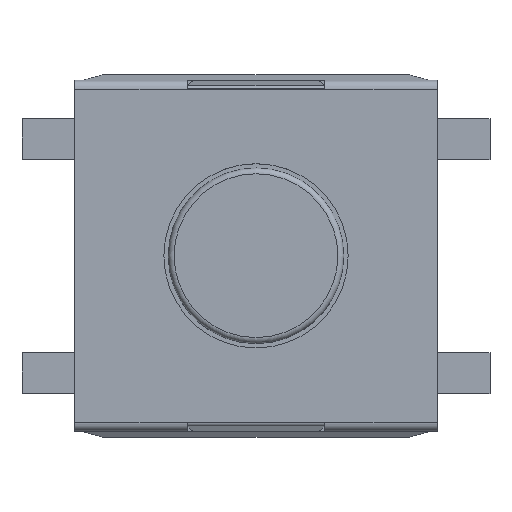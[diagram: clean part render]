
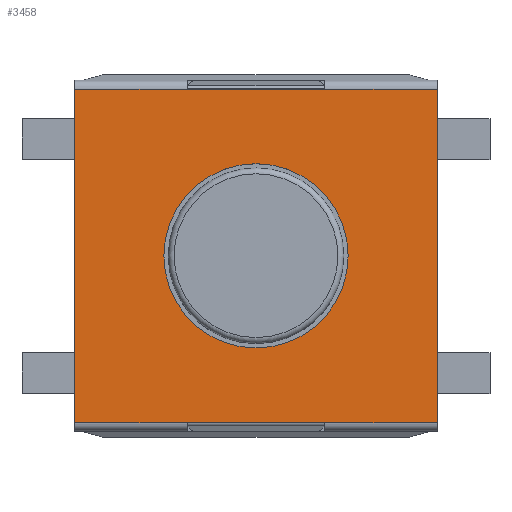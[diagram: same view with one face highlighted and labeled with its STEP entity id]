
A CAD part, top view. The second image highlights one B-rep face of the part: STEP entity #3458.
In plain terms, the highlighted planar face has unit normal (0, 0, 1).
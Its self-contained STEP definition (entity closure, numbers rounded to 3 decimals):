
#119=CIRCLE('',#3663,1.575);
#703=ORIENTED_EDGE('',*,*,#1230,.T.);
#704=ORIENTED_EDGE('',*,*,#1207,.T.);
#705=ORIENTED_EDGE('',*,*,#1231,.T.);
#706=ORIENTED_EDGE('',*,*,#1196,.F.);
#707=ORIENTED_EDGE('',*,*,#1232,.F.);
#708=ORIENTED_EDGE('',*,*,#1213,.F.);
#709=ORIENTED_EDGE('',*,*,#1233,.T.);
#710=ORIENTED_EDGE('',*,*,#1199,.T.);
#711=ORIENTED_EDGE('',*,*,#1234,.T.);
#1196=EDGE_CURVE('',#1505,#1503,#1815,.F.);
#1199=EDGE_CURVE('',#1509,#1508,#1818,.T.);
#1207=EDGE_CURVE('',#1517,#1516,#1824,.T.);
#1213=EDGE_CURVE('',#1522,#1523,#1828,.T.);
#1230=EDGE_CURVE('',#1535,#1535,#119,.T.);
#1231=EDGE_CURVE('',#1516,#1503,#1840,.T.);
#1232=EDGE_CURVE('',#1523,#1505,#1841,.F.);
#1233=EDGE_CURVE('',#1522,#1509,#1842,.T.);
#1234=EDGE_CURVE('',#1508,#1517,#1843,.T.);
#1503=VERTEX_POINT('',#5006);
#1505=VERTEX_POINT('',#5010);
#1508=VERTEX_POINT('',#5017);
#1509=VERTEX_POINT('',#5019);
#1516=VERTEX_POINT('',#5034);
#1517=VERTEX_POINT('',#5036);
#1522=VERTEX_POINT('',#5048);
#1523=VERTEX_POINT('',#5049);
#1535=VERTEX_POINT('',#5080);
#1815=LINE('',#5011,#2143);
#1818=LINE('',#5018,#2146);
#1824=LINE('',#5035,#2152);
#1828=LINE('',#5047,#2156);
#1840=LINE('',#5081,#2168);
#1841=LINE('',#5082,#2169);
#1842=LINE('',#5083,#2170);
#1843=LINE('',#5084,#2171);
#2143=VECTOR('',#4223,1000.);
#2146=VECTOR('',#4228,1000.);
#2152=VECTOR('',#4240,1000.);
#2156=VECTOR('',#4250,1000.);
#2168=VECTOR('',#4278,1000.);
#2169=VECTOR('',#4279,1000.);
#2170=VECTOR('',#4280,1000.);
#2171=VECTOR('',#4281,1000.);
#2350=EDGE_LOOP('',(#703));
#2351=EDGE_LOOP('',(#704,#705,#706,#707,#708,#709,#710,#711));
#2508=FACE_BOUND('',#2350,.T.);
#2509=FACE_BOUND('',#2351,.T.);
#2642=PLANE('',#3662);
#3458=ADVANCED_FACE('',(#2508,#2509),#2642,.F.);
#3662=AXIS2_PLACEMENT_3D('',#5078,#4274,#4275);
#3663=AXIS2_PLACEMENT_3D('',#5079,#4276,#4277);
#4223=DIRECTION('',(-1.,0.,0.));
#4228=DIRECTION('',(1.,0.,0.));
#4240=DIRECTION('',(0.,1.,0.));
#4250=DIRECTION('',(0.,1.,0.));
#4274=DIRECTION('',(0.,0.,-1.));
#4275=DIRECTION('',(-1.,0.,0.));
#4276=DIRECTION('',(0.,0.,-1.));
#4277=DIRECTION('',(-1.,0.,0.));
#4278=DIRECTION('',(-1.,0.,0.));
#4279=DIRECTION('',(-1.,0.,0.));
#4280=DIRECTION('',(1.,0.,0.));
#4281=DIRECTION('',(1.,0.,0.));
#5006=CARTESIAN_POINT('',(1.175,2.85,2.));
#5010=CARTESIAN_POINT('',(-1.175,2.85,2.));
#5011=CARTESIAN_POINT('',(-3.1,2.85,2.));
#5017=CARTESIAN_POINT('',(1.175,-2.85,2.));
#5018=CARTESIAN_POINT('',(-3.1,-2.85,2.));
#5019=CARTESIAN_POINT('',(-1.175,-2.85,2.));
#5034=CARTESIAN_POINT('',(3.1,2.85,2.));
#5035=CARTESIAN_POINT('',(3.1,-2.85,2.));
#5036=CARTESIAN_POINT('',(3.1,-2.85,2.));
#5047=CARTESIAN_POINT('',(-3.1,-2.85,2.));
#5048=CARTESIAN_POINT('',(-3.1,-2.85,2.));
#5049=CARTESIAN_POINT('',(-3.1,2.85,2.));
#5078=CARTESIAN_POINT('',(-3.1,-2.85,2.));
#5079=CARTESIAN_POINT('',(0.,0.,2.));
#5080=CARTESIAN_POINT('',(-1.575,0.,2.));
#5081=CARTESIAN_POINT('',(3.1,2.85,2.));
#5082=CARTESIAN_POINT('',(-3.1,2.85,2.));
#5083=CARTESIAN_POINT('',(-3.1,-2.85,2.));
#5084=CARTESIAN_POINT('',(1.175,-2.85,2.));
